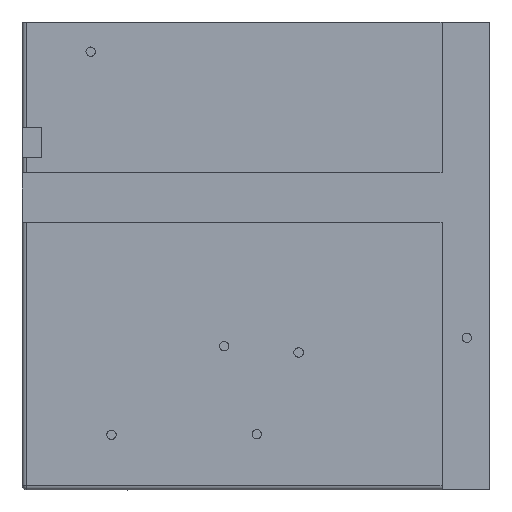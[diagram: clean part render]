
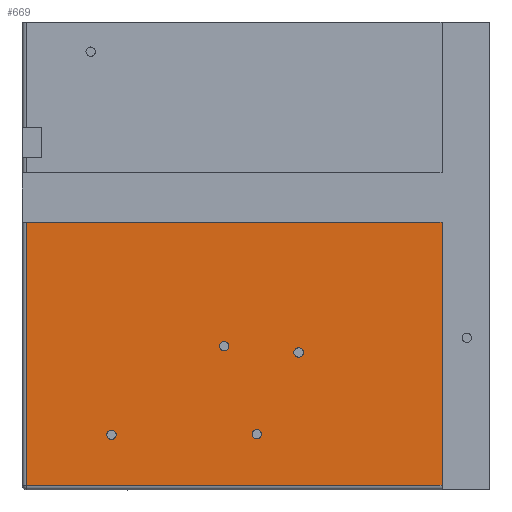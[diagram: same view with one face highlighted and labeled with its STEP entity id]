
A CAD part, top view. The second image highlights one B-rep face of the part: STEP entity #669.
In plain terms, the highlighted planar face has unit normal (0, 0, 1).
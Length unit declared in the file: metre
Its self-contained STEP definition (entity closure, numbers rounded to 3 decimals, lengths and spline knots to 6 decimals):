
#37=CIRCLE('',#725,0.002);
#38=CIRCLE('',#727,0.002);
#39=CIRCLE('',#729,0.002);
#40=CIRCLE('',#731,0.002);
#103=ORIENTED_EDGE('',*,*,#248,.F.);
#104=ORIENTED_EDGE('',*,*,#247,.F.);
#105=ORIENTED_EDGE('',*,*,#246,.F.);
#106=ORIENTED_EDGE('',*,*,#245,.F.);
#107=ORIENTED_EDGE('',*,*,#267,.F.);
#108=ORIENTED_EDGE('',*,*,#268,.T.);
#109=ORIENTED_EDGE('',*,*,#269,.T.);
#110=ORIENTED_EDGE('',*,*,#270,.T.);
#245=EDGE_CURVE('',#332,#332,#37,.T.);
#246=EDGE_CURVE('',#333,#333,#38,.T.);
#247=EDGE_CURVE('',#334,#334,#39,.T.);
#248=EDGE_CURVE('',#335,#335,#40,.T.);
#267=EDGE_CURVE('',#353,#354,#397,.T.);
#268=EDGE_CURVE('',#353,#350,#398,.F.);
#269=EDGE_CURVE('',#350,#355,#399,.T.);
#270=EDGE_CURVE('',#355,#354,#400,.T.);
#332=VERTEX_POINT('',#1025);
#333=VERTEX_POINT('',#1028);
#334=VERTEX_POINT('',#1031);
#335=VERTEX_POINT('',#1034);
#350=VERTEX_POINT('',#1072);
#353=VERTEX_POINT('',#1079);
#354=VERTEX_POINT('',#1080);
#355=VERTEX_POINT('',#1083);
#397=LINE('',#1078,#454);
#398=LINE('',#1081,#455);
#399=LINE('',#1082,#456);
#400=LINE('',#1084,#457);
#454=VECTOR('',#880,1.);
#455=VECTOR('',#881,1.);
#456=VECTOR('',#882,1.);
#457=VECTOR('',#883,1.);
#526=EDGE_LOOP('',(#103));
#527=EDGE_LOOP('',(#104));
#528=EDGE_LOOP('',(#105));
#529=EDGE_LOOP('',(#106));
#530=EDGE_LOOP('',(#107,#108,#109,#110));
#588=FACE_BOUND('',#526,.T.);
#589=FACE_BOUND('',#527,.T.);
#590=FACE_BOUND('',#528,.T.);
#591=FACE_BOUND('',#529,.T.);
#592=FACE_BOUND('',#530,.T.);
#632=PLANE('',#746);
#669=ADVANCED_FACE('',(#588,#589,#590,#591,#592),#632,.F.);
#725=AXIS2_PLACEMENT_3D('',#1024,#825,#826);
#727=AXIS2_PLACEMENT_3D('',#1027,#829,#830);
#729=AXIS2_PLACEMENT_3D('',#1030,#833,#834);
#731=AXIS2_PLACEMENT_3D('',#1033,#837,#838);
#746=AXIS2_PLACEMENT_3D('',#1077,#878,#879);
#825=DIRECTION('',(0.,0.,1.));
#826=DIRECTION('',(1.,0.,0.));
#829=DIRECTION('',(0.,0.,1.));
#830=DIRECTION('',(1.,0.,0.));
#833=DIRECTION('',(0.,0.,1.));
#834=DIRECTION('',(1.,0.,0.));
#837=DIRECTION('',(0.,0.,1.));
#838=DIRECTION('',(1.,0.,0.));
#878=DIRECTION('',(0.,0.,-1.));
#879=DIRECTION('',(1.,0.,0.));
#880=DIRECTION('',(1.,0.,0.));
#881=DIRECTION('',(0.,1.,0.));
#882=DIRECTION('',(1.,0.,0.));
#883=DIRECTION('',(0.,1.,0.));
#1024=CARTESIAN_POINT('',(-0.1618,-0.010446,-0.255143));
#1025=CARTESIAN_POINT('',(-0.1598,-0.010446,-0.255143));
#1027=CARTESIAN_POINT('',(-0.08179,0.024733,-0.255143));
#1028=CARTESIAN_POINT('',(-0.07979,0.024733,-0.255143));
#1030=CARTESIAN_POINT('',(-0.099646,-0.010243,-0.255143));
#1031=CARTESIAN_POINT('',(-0.097646,-0.010243,-0.255143));
#1033=CARTESIAN_POINT('',(-0.113591,0.027374,-0.255143));
#1034=CARTESIAN_POINT('',(-0.111591,0.027374,-0.255143));
#1072=CARTESIAN_POINT('',(-0.198,-0.032014,-0.255143));
#1077=CARTESIAN_POINT('',(0.,0.165986,-0.255143));
#1078=CARTESIAN_POINT('',(0.,0.080481,-0.255143));
#1079=CARTESIAN_POINT('',(-0.198,0.080481,-0.255143));
#1080=CARTESIAN_POINT('',(-0.0205,0.080481,-0.255143));
#1081=CARTESIAN_POINT('',(-0.198,-0.034014,-0.255143));
#1082=CARTESIAN_POINT('',(0.2,-0.032014,-0.255143));
#1083=CARTESIAN_POINT('',(-0.0205,-0.032014,-0.255143));
#1084=CARTESIAN_POINT('',(-0.0205,0.165986,-0.255143));
